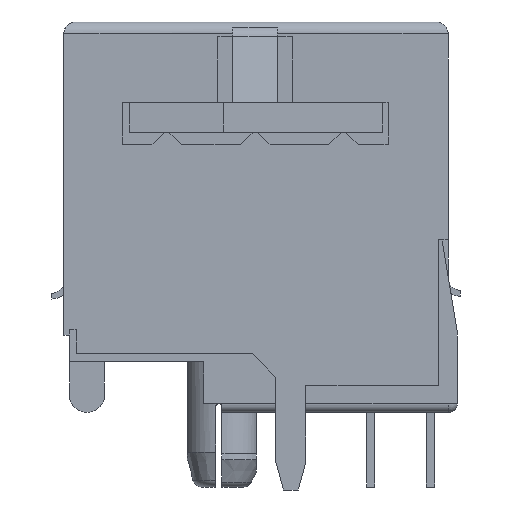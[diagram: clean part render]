
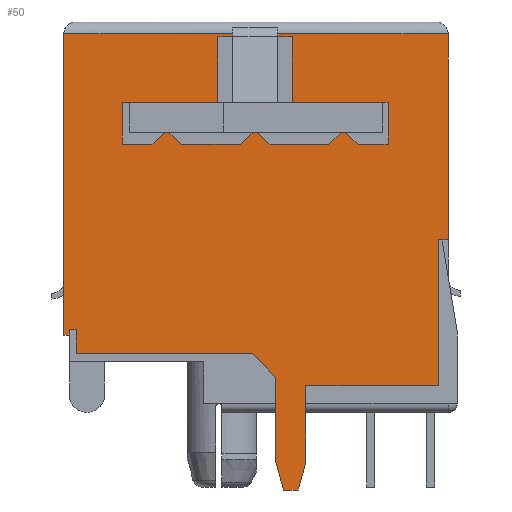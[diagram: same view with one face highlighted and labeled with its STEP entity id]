
A CAD part, left-side view. The second image highlights one B-rep face of the part: STEP entity #50.
In plain terms, the highlighted planar face has unit normal (-1, 0, 0).
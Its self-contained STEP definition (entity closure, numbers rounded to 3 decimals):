
#26=DIRECTION('',(0.0,0.0,1.0));
#50=ADVANCED_FACE('',(#519),#520,.T.);
#519=FACE_OUTER_BOUND('',#1360,.T.);
#520=PLANE('',#1361);
#1360=EDGE_LOOP('',(#2342,#2343,#2344,#2345,#2346,#2347,#2348,#2349,#2350,#2351,#2352,#2353,#2354,#2355,#2356,#2357,#2358,#2359,#2360,#2361,#2362,#2363,#2364,#2365,#2366,#2367,#2368,#2369,#2370,#2371,#2372,#2373,#2374,#2375,#2376,#2377,#2378,#2379,#2380,#2381,#2382,#2383,#2384,#2385));
#1361=AXIS2_PLACEMENT_3D('',#2386,#2186,#26);
#2169=DIRECTION('',(0.0,0.0,-1.0));
#2186=DIRECTION('',(-1.0,0.0,0.0));
#2340=CARTESIAN_POINT('',(-8.255,-7.869,-9.017));
#2341=DIRECTION('',(0.0,-1.0,0.0));
#2342=ORIENTED_EDGE('',*,*,#5270,.T.);
#2343=ORIENTED_EDGE('',*,*,#5271,.T.);
#2344=ORIENTED_EDGE('',*,*,#5272,.T.);
#2345=ORIENTED_EDGE('',*,*,#5273,.F.);
#2346=ORIENTED_EDGE('',*,*,#5274,.T.);
#2347=ORIENTED_EDGE('',*,*,#5275,.F.);
#2348=ORIENTED_EDGE('',*,*,#5276,.T.);
#2349=ORIENTED_EDGE('',*,*,#5277,.F.);
#2350=ORIENTED_EDGE('',*,*,#5278,.F.);
#2351=ORIENTED_EDGE('',*,*,#5279,.F.);
#2352=ORIENTED_EDGE('',*,*,#5280,.F.);
#2353=ORIENTED_EDGE('',*,*,#5281,.F.);
#2354=ORIENTED_EDGE('',*,*,#5282,.F.);
#2355=ORIENTED_EDGE('',*,*,#5283,.F.);
#2356=ORIENTED_EDGE('',*,*,#5284,.F.);
#2357=ORIENTED_EDGE('',*,*,#5285,.F.);
#2358=ORIENTED_EDGE('',*,*,#5286,.F.);
#2359=ORIENTED_EDGE('',*,*,#5287,.F.);
#2360=ORIENTED_EDGE('',*,*,#5288,.F.);
#2361=ORIENTED_EDGE('',*,*,#5289,.F.);
#2362=ORIENTED_EDGE('',*,*,#5290,.F.);
#2363=ORIENTED_EDGE('',*,*,#5291,.F.);
#2364=ORIENTED_EDGE('',*,*,#5292,.T.);
#2365=ORIENTED_EDGE('',*,*,#5293,.F.);
#2366=ORIENTED_EDGE('',*,*,#5294,.T.);
#2367=ORIENTED_EDGE('',*,*,#5295,.T.);
#2368=ORIENTED_EDGE('',*,*,#5296,.T.);
#2369=ORIENTED_EDGE('',*,*,#5297,.T.);
#2370=ORIENTED_EDGE('',*,*,#5298,.T.);
#2371=ORIENTED_EDGE('',*,*,#5299,.F.);
#2372=ORIENTED_EDGE('',*,*,#5300,.T.);
#2373=ORIENTED_EDGE('',*,*,#5301,.F.);
#2374=ORIENTED_EDGE('',*,*,#5302,.F.);
#2375=ORIENTED_EDGE('',*,*,#5303,.F.);
#2376=ORIENTED_EDGE('',*,*,#5304,.F.);
#2377=ORIENTED_EDGE('',*,*,#5305,.F.);
#2378=ORIENTED_EDGE('',*,*,#5306,.F.);
#2379=ORIENTED_EDGE('',*,*,#5307,.F.);
#2380=ORIENTED_EDGE('',*,*,#5308,.F.);
#2381=ORIENTED_EDGE('',*,*,#5309,.F.);
#2382=ORIENTED_EDGE('',*,*,#5310,.F.);
#2383=ORIENTED_EDGE('',*,*,#5311,.F.);
#2384=ORIENTED_EDGE('',*,*,#5312,.F.);
#2385=ORIENTED_EDGE('',*,*,#5269,.F.);
#2386=CARTESIAN_POINT('',(-8.255,0.0,0.0));
#2391=CARTESIAN_POINT('',(-8.255,-7.463,-9.017));
#2455=CARTESIAN_POINT('',(-8.255,-1.232,-3.175));
#2464=CARTESIAN_POINT('',(-8.255,-5.309,-3.175));
#2469=CARTESIAN_POINT('',(-8.255,-5.309,-4.953));
#2474=CARTESIAN_POINT('',(-8.255,-4.039,-4.953));
#2481=CARTESIAN_POINT('',(-8.255,-3.404,-4.572));
#2486=CARTESIAN_POINT('',(-8.255,-3.321,-4.476));
#2487=DIRECTION('',(0.0,0.654,0.757));
#2492=CARTESIAN_POINT('',(-8.255,-2.769,-4.953));
#2497=CARTESIAN_POINT('',(-8.255,-0.279,-4.953));
#2503=CARTESIAN_POINT('',(-8.255,0.356,-4.572));
#2508=CARTESIAN_POINT('',(-8.255,0.439,-4.476));
#2513=CARTESIAN_POINT('',(-8.255,0.991,-4.953));
#2518=CARTESIAN_POINT('',(-8.255,3.48,-4.953));
#2524=CARTESIAN_POINT('',(-8.255,4.115,-4.572));
#2529=CARTESIAN_POINT('',(-8.255,4.198,-4.476));
#2534=CARTESIAN_POINT('',(-8.255,4.75,-4.953));
#2539=CARTESIAN_POINT('',(-8.255,6.02,-4.953));
#2544=CARTESIAN_POINT('',(-8.255,6.02,-3.175));
#2589=CARTESIAN_POINT('',(-8.255,1.308,-0.381));
#2605=DIRECTION('',(0.0,1.0,0.0));
#3273=DIRECTION('',(0.0,0.259,-0.966));
#3294=CARTESIAN_POINT('',(-8.255,7.981,-12.852));
#3299=CARTESIAN_POINT('',(-8.255,7.981,-13.868));
#3304=CARTESIAN_POINT('',(-8.255,0.483,-13.868));
#3310=CARTESIAN_POINT('',(-8.255,-0.533,-14.884));
#3315=CARTESIAN_POINT('',(-8.255,-0.533,-18.5));
#3320=CARTESIAN_POINT('',(-8.255,-0.851,-19.685));
#3325=CARTESIAN_POINT('',(-8.255,-1.486,-19.685));
#3331=CARTESIAN_POINT('',(-8.255,-1.803,-18.5));
#3336=CARTESIAN_POINT('',(-8.255,-1.803,-15.24));
#3341=CARTESIAN_POINT('',(-8.255,-7.463,-15.24));
#3768=DIRECTION('',(0.0,0.259,0.966));
#4176=DIRECTION('',(1.0,0.0,-0.0));
#4838=CARTESIAN_POINT('',(-8.255,-0.597,-0.381));
#4854=CARTESIAN_POINT('',(-8.255,-1.232,-0.381));
#5085=CARTESIAN_POINT('',(-8.255,1.943,-0.381));
#5090=CARTESIAN_POINT('',(-8.255,1.943,-3.175));
#5269=EDGE_CURVE('',#6691,#6677,#6693,.T.);
#5270=EDGE_CURVE('',#6691,#6694,#6695,.T.);
#5271=EDGE_CURVE('',#6694,#6696,#6697,.T.);
#5272=EDGE_CURVE('',#6696,#6698,#6699,.T.);
#5273=EDGE_CURVE('',#6700,#6698,#6701,.T.);
#5274=EDGE_CURVE('',#6700,#6702,#6703,.T.);
#5275=EDGE_CURVE('',#6704,#6702,#6705,.T.);
#5276=EDGE_CURVE('',#6704,#6706,#6707,.T.);
#5277=EDGE_CURVE('',#6708,#6706,#6709,.T.);
#5278=EDGE_CURVE('',#6710,#6708,#6711,.T.);
#5279=EDGE_CURVE('',#6712,#6710,#6713,.T.);
#5280=EDGE_CURVE('',#6714,#6712,#6715,.T.);
#5281=EDGE_CURVE('',#6716,#6714,#6717,.T.);
#5282=EDGE_CURVE('',#6718,#6716,#6719,.T.);
#5283=EDGE_CURVE('',#6720,#6718,#6721,.T.);
#5284=EDGE_CURVE('',#6722,#6720,#6723,.T.);
#5285=EDGE_CURVE('',#6724,#6722,#6725,.T.);
#5286=EDGE_CURVE('',#6726,#6724,#6727,.T.);
#5287=EDGE_CURVE('',#6728,#6726,#6729,.T.);
#5288=EDGE_CURVE('',#6730,#6728,#6731,.T.);
#5289=EDGE_CURVE('',#6732,#6730,#6733,.T.);
#5290=EDGE_CURVE('',#6734,#6732,#6735,.T.);
#5291=EDGE_CURVE('',#6736,#6734,#6737,.T.);
#5292=EDGE_CURVE('',#6736,#6738,#6739,.T.);
#5293=EDGE_CURVE('',#6740,#6738,#6741,.T.);
#5294=EDGE_CURVE('',#6740,#6742,#6743,.T.);
#5295=EDGE_CURVE('',#6742,#6744,#6745,.T.);
#5296=EDGE_CURVE('',#6744,#6746,#6747,.T.);
#5297=EDGE_CURVE('',#6746,#6748,#6749,.T.);
#5298=EDGE_CURVE('',#6748,#6750,#6751,.T.);
#5299=EDGE_CURVE('',#6752,#6750,#6753,.T.);
#5300=EDGE_CURVE('',#6752,#6754,#6755,.T.);
#5301=EDGE_CURVE('',#6756,#6754,#6757,.T.);
#5302=EDGE_CURVE('',#6758,#6756,#6759,.T.);
#5303=EDGE_CURVE('',#6760,#6758,#6761,.T.);
#5304=EDGE_CURVE('',#6762,#6760,#6763,.T.);
#5305=EDGE_CURVE('',#6764,#6762,#6765,.T.);
#5306=EDGE_CURVE('',#6766,#6764,#6767,.T.);
#5307=EDGE_CURVE('',#6768,#6766,#6769,.T.);
#5308=EDGE_CURVE('',#6770,#6768,#6771,.T.);
#5309=EDGE_CURVE('',#6772,#6770,#6773,.T.);
#5310=EDGE_CURVE('',#6774,#6772,#6775,.T.);
#5311=EDGE_CURVE('',#6776,#6774,#6777,.T.);
#5312=EDGE_CURVE('',#6677,#6776,#6778,.T.);
#6677=VERTEX_POINT('',#2340);
#6691=VERTEX_POINT('',#8783);
#6693=LINE('',#8783,#8785);
#6694=VERTEX_POINT('',#8786);
#6695=LINE('',#8783,#8787);
#6696=VERTEX_POINT('',#4838);
#6697=LINE('',#8786,#8788);
#6698=VERTEX_POINT('',#4854);
#6699=LINE('',#4838,#8728);
#6700=VERTEX_POINT('',#2455);
#6701=LINE('',#2455,#8739);
#6702=VERTEX_POINT('',#8789);
#6703=LINE('',#2455,#8732);
#6704=VERTEX_POINT('',#8790);
#6705=LINE('',#8790,#8767);
#6706=VERTEX_POINT('',#2464);
#6707=LINE('',#8790,#8657);
#6708=VERTEX_POINT('',#2469);
#6709=LINE('',#2469,#8682);
#6710=VERTEX_POINT('',#2474);
#6711=LINE('',#2474,#8791);
#6712=VERTEX_POINT('',#8792);
#6713=LINE('',#8792,#8793);
#6714=VERTEX_POINT('',#2486);
#6715=CIRCLE('',#8794,0.127);
#6716=VERTEX_POINT('',#2492);
#6717=LINE('',#2492,#8795);
#6718=VERTEX_POINT('',#2497);
#6719=LINE('',#2497,#8796);
#6720=VERTEX_POINT('',#8797);
#6721=LINE('',#8797,#8793);
#6722=VERTEX_POINT('',#2508);
#6723=CIRCLE('',#8798,0.127);
#6724=VERTEX_POINT('',#2513);
#6725=LINE('',#2513,#8795);
#6726=VERTEX_POINT('',#2518);
#6727=LINE('',#2518,#8796);
#6728=VERTEX_POINT('',#8799);
#6729=LINE('',#8799,#8793);
#6730=VERTEX_POINT('',#2529);
#6731=CIRCLE('',#8800,0.127);
#6732=VERTEX_POINT('',#2534);
#6733=LINE('',#2534,#8795);
#6734=VERTEX_POINT('',#2539);
#6735=LINE('',#2539,#8791);
#6736=VERTEX_POINT('',#2544);
#6737=LINE('',#2544,#8659);
#6738=VERTEX_POINT('',#8801);
#6739=LINE('',#2544,#8684);
#6740=VERTEX_POINT('',#5090);
#6741=LINE('',#5090,#8758);
#6742=VERTEX_POINT('',#5085);
#6743=LINE('',#5090,#8739);
#6744=VERTEX_POINT('',#2589);
#6745=LINE('',#5085,#8728);
#6746=VERTEX_POINT('',#8802);
#6747=LINE('',#2589,#8756);
#6748=VERTEX_POINT('',#8803);
#6749=LINE('',#8802,#8804);
#6750=VERTEX_POINT('',#8805);
#6751=LINE('',#8803,#8806);
#6752=VERTEX_POINT('',#8807);
#6753=LINE('',#8807,#8751);
#6754=VERTEX_POINT('',#8808);
#6755=LINE('',#8807,#8809);
#6756=VERTEX_POINT('',#3294);
#6757=LINE('',#3294,#8810);
#6758=VERTEX_POINT('',#3299);
#6759=LINE('',#3299,#8811);
#6760=VERTEX_POINT('',#3304);
#6761=LINE('',#3304,#8812);
#6762=VERTEX_POINT('',#3310);
#6763=LINE('',#3310,#8813);
#6764=VERTEX_POINT('',#3315);
#6765=LINE('',#3315,#8814);
#6766=VERTEX_POINT('',#3320);
#6767=LINE('',#3320,#8815);
#6768=VERTEX_POINT('',#3325);
#6769=LINE('',#3325,#8816);
#6770=VERTEX_POINT('',#3331);
#6771=LINE('',#3331,#8817);
#6772=VERTEX_POINT('',#3336);
#6773=LINE('',#3336,#8818);
#6774=VERTEX_POINT('',#3341);
#6775=LINE('',#3341,#8819);
#6776=VERTEX_POINT('',#2391);
#6777=LINE('',#2391,#8820);
#6778=LINE('',#2340,#8716);
#8657=VECTOR('',#2341,0.229);
#8659=VECTOR('',#2169,1.778);
#8682=VECTOR('',#26,1.778);
#8684=VECTOR('',#2341,0.305);
#8716=VECTOR('',#2605,0.406);
#8728=VECTOR('',#2341,0.635);
#8732=VECTOR('',#2341,0.876);
#8739=VECTOR('',#26,2.794);
#8751=VECTOR('',#2605,0.249);
#8756=VECTOR('',#26,0.122);
#8758=VECTOR('',#2605,3.772);
#8767=VECTOR('',#2605,2.972);
#8783=CARTESIAN_POINT('',(-8.255,-7.869,-0.259));
#8785=VECTOR('',#2169,8.758);
#8786=CARTESIAN_POINT('',(-8.255,-0.597,-0.259));
#8787=VECTOR('',#2605,7.272);
#8788=VECTOR('',#10321,0.122);
#8789=CARTESIAN_POINT('',(-8.255,-2.108,-3.175));
#8790=CARTESIAN_POINT('',(-8.255,-5.08,-3.175));
#8791=VECTOR('',#2341,1.27);
#8792=CARTESIAN_POINT('',(-8.255,-3.487,-4.476));
#8793=VECTOR('',#10322,0.73);
#8794=AXIS2_PLACEMENT_3D('',#2481,#4176,#2487);
#8795=VECTOR('',#10323,0.73);
#8796=VECTOR('',#2341,2.489);
#8797=CARTESIAN_POINT('',(-8.255,0.273,-4.476));
#8798=AXIS2_PLACEMENT_3D('',#2503,#4176,#10324);
#8799=CARTESIAN_POINT('',(-8.255,4.032,-4.476));
#8800=AXIS2_PLACEMENT_3D('',#2524,#4176,#2487);
#8801=CARTESIAN_POINT('',(-8.255,5.715,-3.175));
#8802=CARTESIAN_POINT('',(-8.255,1.308,-0.259));
#8803=CARTESIAN_POINT('',(-8.255,8.504,-0.259));
#8804=VECTOR('',#2605,7.196);
#8805=CARTESIAN_POINT('',(-8.255,8.504,-13.084));
#8806=VECTOR('',#2169,12.824);
#8807=CARTESIAN_POINT('',(-8.255,8.255,-13.084));
#8808=CARTESIAN_POINT('',(-8.255,8.255,-12.852));
#8809=VECTOR('',#26,0.231);
#8810=VECTOR('',#2605,0.274);
#8811=VECTOR('',#26,1.016);
#8812=VECTOR('',#2605,7.498);
#8813=VECTOR('',#10325,1.437);
#8814=VECTOR('',#26,3.616);
#8815=VECTOR('',#3768,1.227);
#8816=VECTOR('',#2605,0.635);
#8817=VECTOR('',#3273,1.227);
#8818=VECTOR('',#2169,3.26);
#8819=VECTOR('',#2605,5.659);
#8820=VECTOR('',#2169,6.223);
#10321=DIRECTION('',(0.0,0.,-1.0));
#10322=DIRECTION('',(0.0,-0.757,-0.654));
#10323=DIRECTION('',(0.0,-0.757,0.654));
#10324=DIRECTION('',(0.0,0.654,0.757));
#10325=DIRECTION('',(0.0,0.707,0.707));
